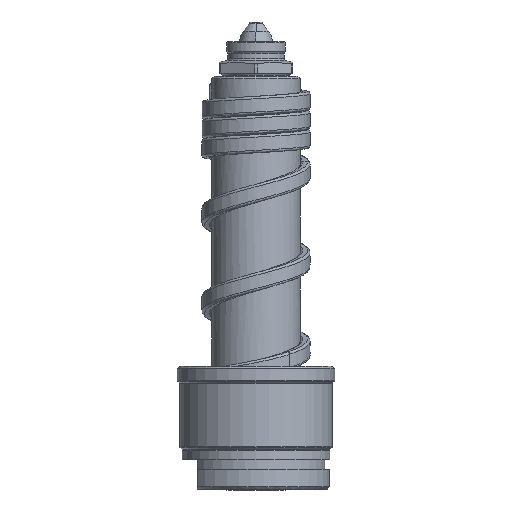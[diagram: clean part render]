
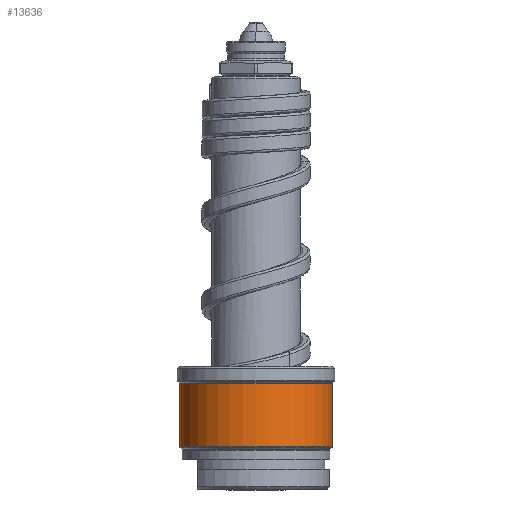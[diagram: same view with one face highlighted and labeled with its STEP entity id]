
A CAD part, front view. The second image highlights one B-rep face of the part: STEP entity #13636.
In plain terms, the highlighted cylindrical face has radius 15.5 mm (diameter 31 mm), a partial arc.
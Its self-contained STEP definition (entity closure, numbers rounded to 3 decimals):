
#4428=CARTESIAN_POINT('',(0.,0.,8.583));
#4429=DIRECTION('',(0.,0.,1.));
#4430=DIRECTION('',(-1.,0.,0.));
#4431=AXIS2_PLACEMENT_3D('',#4428,#4429,#4430);
#4433=DIRECTION('',(0.,0.,-1.));
#4434=VECTOR('',#4433,12.835);
#4435=CARTESIAN_POINT('',(-15.5,0.,21.417));
#4436=LINE('',#4435,#4434);
#4437=CARTESIAN_POINT('',(0.,0.,21.417));
#4438=DIRECTION('',(0.,0.,1.));
#4439=DIRECTION('',(-1.,0.,0.));
#4440=AXIS2_PLACEMENT_3D('',#4437,#4438,#4439);
#4442=DIRECTION('',(0.,0.,-1.));
#4443=VECTOR('',#4442,12.835);
#4444=CARTESIAN_POINT('',(15.5,0.,21.417));
#4445=LINE('',#4444,#4443);
#5996=CARTESIAN_POINT('',(15.5,0.,21.417));
#5997=CARTESIAN_POINT('',(-15.5,0.,21.417));
#5998=VERTEX_POINT('',#5996);
#5999=VERTEX_POINT('',#5997);
#6022=CARTESIAN_POINT('',(15.5,0.,8.583));
#6023=VERTEX_POINT('',#6022);
#6024=CARTESIAN_POINT('',(-15.5,0.,8.583));
#6025=VERTEX_POINT('',#6024);
#13624=CARTESIAN_POINT('',(0.,0.,7.15));
#13625=DIRECTION('',(0.,0.,1.));
#13626=DIRECTION('',(-1.,0.,0.));
#13627=AXIS2_PLACEMENT_3D('',#13624,#13625,#13626);
#13628=CYLINDRICAL_SURFACE('',#13627,15.5);
#13629=ORIENTED_EDGE('',*,*,#13596,.F.);
#13630=ORIENTED_EDGE('',*,*,#13614,.F.);
#13632=ORIENTED_EDGE('',*,*,#13631,.T.);
#13633=ORIENTED_EDGE('',*,*,#13610,.T.);
#13634=EDGE_LOOP('',(#13629,#13630,#13632,#13633));
#13635=FACE_OUTER_BOUND('',#13634,.F.);
#4432=CIRCLE('',#4431,15.5);
#4441=CIRCLE('',#4440,15.5);
#13596=EDGE_CURVE('',#6025,#6023,#4432,.T.);
#13610=EDGE_CURVE('',#5998,#6023,#4445,.T.);
#13614=EDGE_CURVE('',#5999,#6025,#4436,.T.);
#13631=EDGE_CURVE('',#5999,#5998,#4441,.T.);
#13636=ADVANCED_FACE('',(#13635),#13628,.T.);
